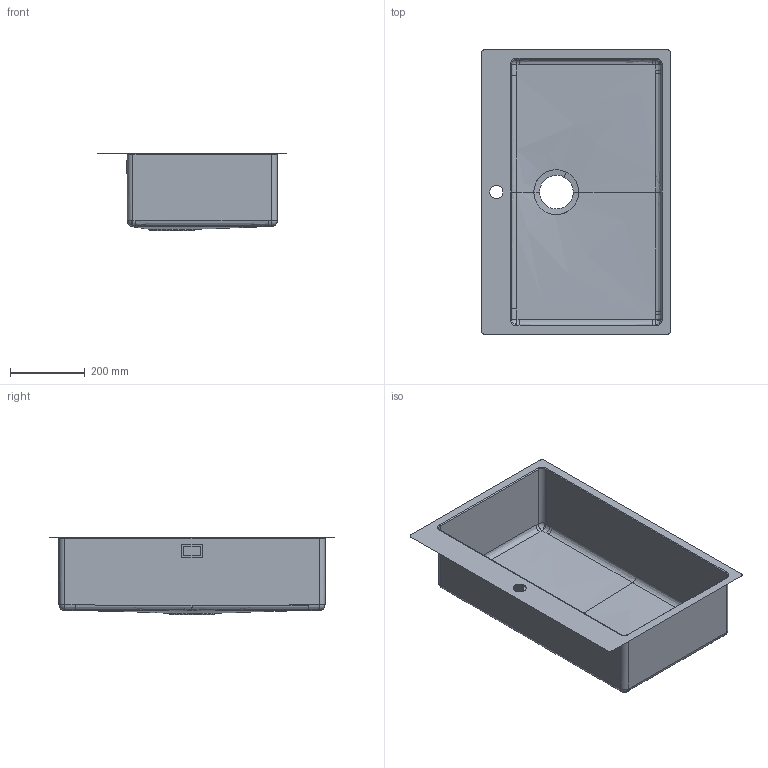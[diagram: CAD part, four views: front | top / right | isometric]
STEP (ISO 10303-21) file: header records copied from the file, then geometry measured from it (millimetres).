
FILE_DESCRIPTION(('CATIA V5 STEP Exchange'),'2;1');
FILE_NAME('AS-233.stp','2023-02-20T07:53:13+00:00',('none'),('none'),'CATIA Version 5-6 Release 2017 SP6','CATIA V5 STEP AP203','none');
FILE_SCHEMA(('CONFIG_CONTROL_DESIGN'));
Length unit declared in the file: millimetre
Products named in the file (1): MODEL
Bounding box: 505 x 760 x 207 mm (x, y, z)
Surface area: 789395.5 mm2 (no closed solid volume)
Topology: 0 solids, 1 shells, 57 faces, 185 edges, 120 vertices
Faces by surface type: bspline 21, cylinder 14, plane 10, sphere 8, torus 4
Entity records: 5919 total; most frequent: CARTESIAN_POINT 4534, ORIENTED_EDGE 325, EDGE_CURVE 177, DIRECTION 169, VERTEX_POINT 120, AXIS2_PLACEMENT_3D 92, B_SPLINE_CURVE_WITH_KNOTS 80, EDGE_LOOP 61
